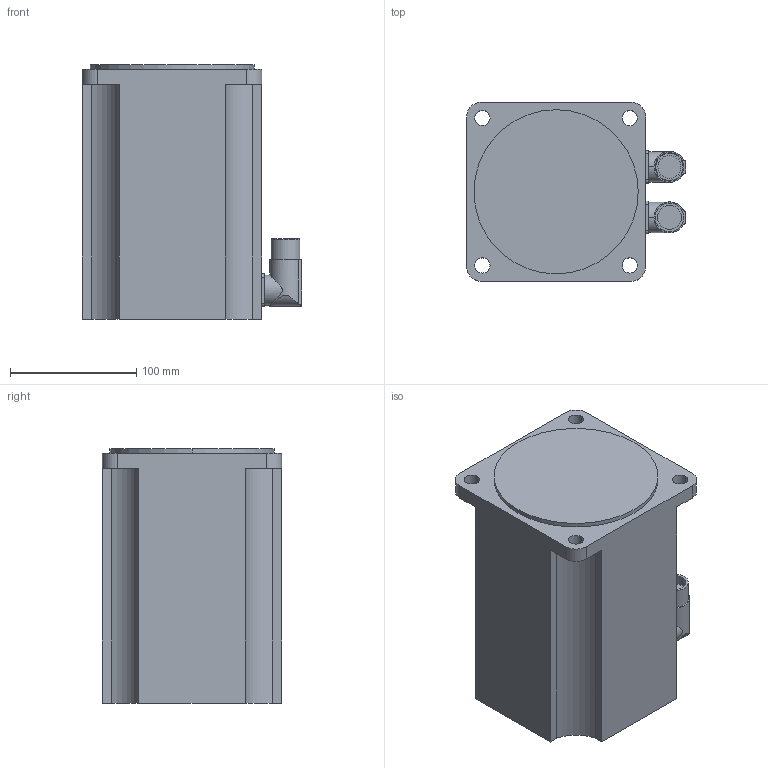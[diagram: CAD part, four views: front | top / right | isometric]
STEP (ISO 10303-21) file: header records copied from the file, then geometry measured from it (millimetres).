
FILE_DESCRIPTION (( 'STEP AP203' ), '1' );
FILE_NAME ('SMART-5 NJ-110-3.0_CR82350050_SM.STEP_Default_sldprt.STEP', '2024-04-24T11:31:46', ( '' ), ( '' ), 'SwSTEP 2.0', 'SolidWorks 2023', '' );
FILE_SCHEMA (( 'CONFIG_CONTROL_DESIGN' ));
Length unit declared in the file: millimetre
Products named in the file (1): SMART-5 NJ-110-3.0_CR82350050_SM.STEP_Default_sldprt
Bounding box: 173.5 x 142 x 201.5 mm (x, y, z)
Volume: 3567044.2 mm3; surface area: 156760.8 mm2
Topology: 1 solids, 1 shells, 90 faces, 236 edges, 160 vertices
Faces by surface type: cylinder 48, plane 42
Entity records: 4773 total; most frequent: CARTESIAN_POINT 2395, DIRECTION 484, ORIENTED_EDGE 472, EDGE_CURVE 236, AXIS2_PLACEMENT_3D 175, VERTEX_POINT 160, VECTOR 134, LINE 134
